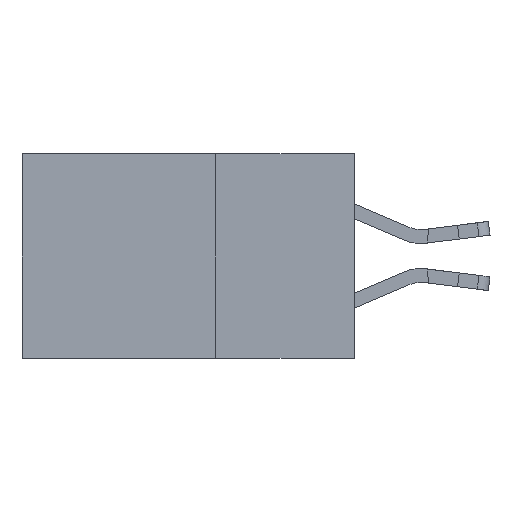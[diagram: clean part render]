
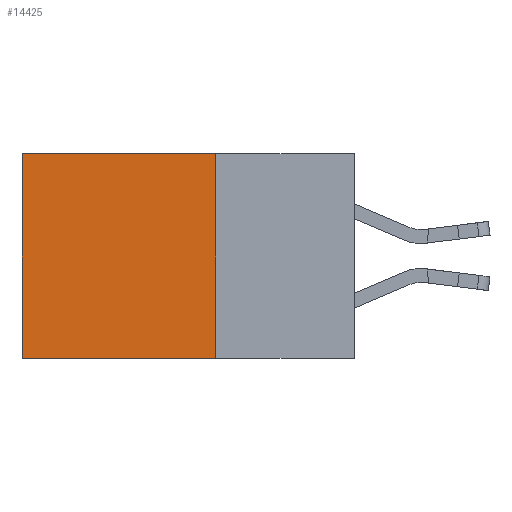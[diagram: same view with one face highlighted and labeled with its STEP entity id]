
A CAD part, left-side view. The second image highlights one B-rep face of the part: STEP entity #14425.
In plain terms, the highlighted planar face has unit normal (-1, 0, 0).
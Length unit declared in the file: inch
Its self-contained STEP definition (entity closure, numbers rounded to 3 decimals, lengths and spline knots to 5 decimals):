
#49 = CARTESIAN_POINT ( 'NONE',  ( 0.2615, 0.6, -0.37 ) ) ;
#273 = LINE ( 'NONE', #49, #642 ) ;
#286 = DIRECTION ( 'NONE',  ( 0., 0., -1. ) ) ;
#632 = CARTESIAN_POINT ( 'NONE',  ( 0.2615, 0.25, -0.37 ) ) ;
#642 = VECTOR ( 'NONE', #1337, 39.37008 ) ;
#1337 = DIRECTION ( 'NONE',  ( 0., 0., -1. ) ) ;
#1365 = ORIENTED_EDGE ( 'NONE', *, *, #14424, .T. ) ;
#1475 = CARTESIAN_POINT ( 'NONE',  ( 0.2615, 0.25, -0.37 ) ) ;
#2348 = EDGE_CURVE ( 'NONE', #7154, #9176, #11958, .T. ) ;
#2933 = FACE_OUTER_BOUND ( 'NONE', #12714, .T. ) ;
#3095 = ORIENTED_EDGE ( 'NONE', *, *, #13751, .F. ) ;
#3666 = CARTESIAN_POINT ( 'NONE',  ( 0.2615, 0.6, -0.37 ) ) ;
#5203 = DIRECTION ( 'NONE',  ( 1., 0., 0. ) ) ;
#5668 = CARTESIAN_POINT ( 'NONE',  ( 0.2615, 0.25, 0. ) ) ;
#6006 = VECTOR ( 'NONE', #10969, 39.37008 ) ;
#6909 = EDGE_CURVE ( 'NONE', #8669, #9176, #273, .T. ) ;
#7091 = CARTESIAN_POINT ( 'NONE',  ( 0.2615, 0.6, 0. ) ) ;
#7154 = VERTEX_POINT ( 'NONE', #9914 ) ;
#7627 = LINE ( 'NONE', #9831, #6006 ) ;
#7846 = PLANE ( 'NONE',  #7952 ) ;
#7952 = AXIS2_PLACEMENT_3D ( 'NONE', #632, #5203, #12278 ) ;
#8166 = ORIENTED_EDGE ( 'NONE', *, *, #6909, .T. ) ;
#8262 = LINE ( 'NONE', #14130, #12851 ) ;
#8669 = VERTEX_POINT ( 'NONE', #7091 ) ;
#9176 = VERTEX_POINT ( 'NONE', #3666 ) ;
#9831 = CARTESIAN_POINT ( 'NONE',  ( 0.2615, 0.25, 0. ) ) ;
#9914 = CARTESIAN_POINT ( 'NONE',  ( 0.2615, 0.25, -0.37 ) ) ;
#10969 = DIRECTION ( 'NONE',  ( 0., 1., 0. ) ) ;
#11958 = LINE ( 'NONE', #1475, #13697 ) ;
#12278 = DIRECTION ( 'NONE',  ( 0., 0., -1. ) ) ;
#12714 = EDGE_LOOP ( 'NONE', ( #8166, #13663, #3095, #1365 ) ) ;
#12820 = VERTEX_POINT ( 'NONE', #5668 ) ;
#12851 = VECTOR ( 'NONE', #286, 39.37008 ) ;
#13663 = ORIENTED_EDGE ( 'NONE', *, *, #2348, .F. ) ;
#13697 = VECTOR ( 'NONE', #14108, 39.37008 ) ;
#13751 = EDGE_CURVE ( 'NONE', #12820, #7154, #8262, .T. ) ;
#14108 = DIRECTION ( 'NONE',  ( 0., 1., 0. ) ) ;
#14130 = CARTESIAN_POINT ( 'NONE',  ( 0.2615, 0.25, -0.37 ) ) ;
#14424 = EDGE_CURVE ( 'NONE', #12820, #8669, #7627, .T. ) ;
#14425 = ADVANCED_FACE ( 'NONE', ( #2933 ), #7846, .F. ) ;
